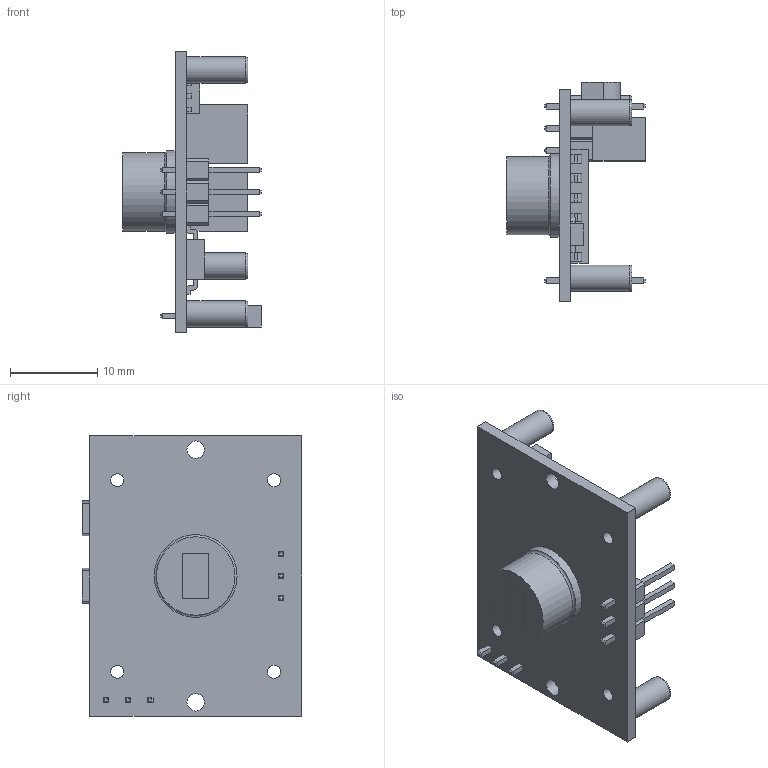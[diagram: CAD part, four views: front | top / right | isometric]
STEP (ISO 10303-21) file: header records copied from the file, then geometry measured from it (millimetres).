
FILE_DESCRIPTION(/* description */ (''),/* implementation_level */ '2;1');
FILE_NAME(/* name */ 'sensor.step',/* time_stamp */ '2023-10-22T22:48:47+01:00',/* author */ (''),/* organization */ (''),/* preprocessor_version */ 'ST-DEVELOPER v20',/* originating_system */ 'Autodesk Translation Framework v12.14.0.127',/* authorisation */ '');
FILE_SCHEMA (('AUTOMOTIVE_DESIGN { 1 0 10303 214 3 1 1 }'));
Length unit declared in the file: millimetre
Products named in the file (2): PIR; PinHeader_1x03_P2.54mm_Vertical
Assembly tree (2 placements, depth 2):
  PIR
    PinHeader_1x03_P2.54mm_Vertical  x2
Bounding box: 15.89 x 25.15 x 32.2 mm (x, y, z)
Volume: 2213.6 mm3; surface area: 3162.6 mm2
Topology: 4 solids, 4 shells, 389 faces, 1020 edges, 665 vertices
Faces by surface type: plane 342, cylinder 42, torus 5
Full cylindrical faces by diameter (mm): 1.5 x4, 2 x2, 3 x4, 9 x1, 9.5 x1
Entity records: 10001 total; most frequent: CARTESIAN_POINT 1710, ORIENTED_EDGE 1680, DIRECTION 1572, EDGE_CURVE 840, LINE 742, VECTOR 742, VERTEX_POINT 553, AXIS2_PLACEMENT_3D 415
